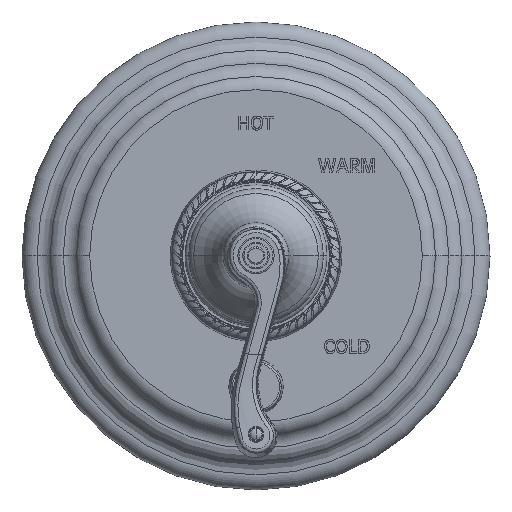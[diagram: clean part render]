
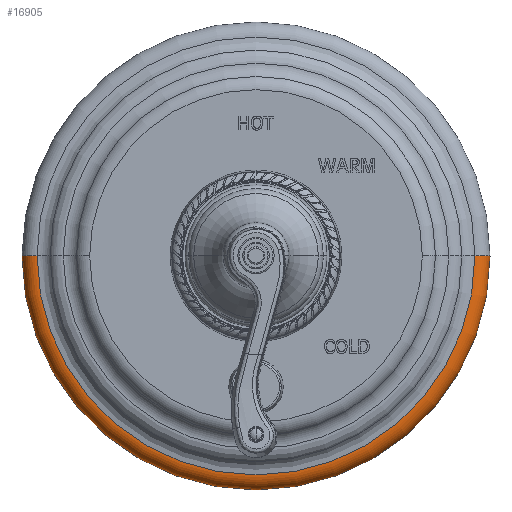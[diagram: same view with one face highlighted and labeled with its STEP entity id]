
A CAD part, top view. The second image highlights one B-rep face of the part: STEP entity #16905.
In plain terms, the highlighted toroidal (fillet/blend) face has major radius 92.075 mm and minor radius 6.35 mm.
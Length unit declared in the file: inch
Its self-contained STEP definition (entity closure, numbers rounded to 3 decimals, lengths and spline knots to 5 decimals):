
#2=CARTESIAN_POINT('',(0.,0.,0.));
#3=DIRECTION('',(0.,0.,-1.));
#4=DIRECTION('',(1.,0.,0.));
#5=AXIS2_PLACEMENT_3D('',#2,#3,#4);
#12=CARTESIAN_POINT('',(3.625,0.,0.));
#13=DIRECTION('',(0.,-1.,0.));
#14=DIRECTION('',(1.,0.,0.));
#15=AXIS2_PLACEMENT_3D('',#12,#13,#14);
#17=CARTESIAN_POINT('',(-3.625,0.,0.));
#18=DIRECTION('',(0.,1.,0.));
#19=DIRECTION('',(-1.,0.,0.));
#20=AXIS2_PLACEMENT_3D('',#17,#18,#19);
#37=CARTESIAN_POINT('',(0.,0.,0.25));
#38=DIRECTION('',(0.,0.,-1.));
#39=DIRECTION('',(1.,0.,0.));
#40=AXIS2_PLACEMENT_3D('',#37,#38,#39);
#15343=CARTESIAN_POINT('',(3.625,0.,0.25));
#15345=VERTEX_POINT('',#15343);
#15353=CARTESIAN_POINT('',(-3.625,0.,0.25));
#15355=VERTEX_POINT('',#15353);
#15815=CARTESIAN_POINT('',(3.875,0.,0.));
#15816=CARTESIAN_POINT('',(-3.875,0.,0.));
#15817=VERTEX_POINT('',#15815);
#15818=VERTEX_POINT('',#15816);
#16890=CARTESIAN_POINT('',(0.,0.,0.));
#16891=DIRECTION('',(0.,0.,-1.));
#16892=DIRECTION('',(-1.,0.,0.));
#16893=AXIS2_PLACEMENT_3D('',#16890,#16891,#16892);
#16894=TOROIDAL_SURFACE('',#16893,3.625,0.25);
#16896=ORIENTED_EDGE('',*,*,#16895,.T.);
#16898=ORIENTED_EDGE('',*,*,#16897,.T.);
#16900=ORIENTED_EDGE('',*,*,#16899,.F.);
#16902=ORIENTED_EDGE('',*,*,#16901,.F.);
#16903=EDGE_LOOP('',(#16896,#16898,#16900,#16902));
#16904=FACE_OUTER_BOUND('',#16903,.F.);
#16905=ADVANCED_FACE('',(#16904),#16894,.T.);
#6=CIRCLE('',#5,3.875);
#16=CIRCLE('',#15,0.25);
#21=CIRCLE('',#20,0.25);
#41=CIRCLE('',#40,3.625);
#16895=EDGE_CURVE('',#15817,#15818,#6,.T.);
#16897=EDGE_CURVE('',#15818,#15355,#21,.T.);
#16899=EDGE_CURVE('',#15345,#15355,#41,.T.);
#16901=EDGE_CURVE('',#15817,#15345,#16,.T.);
